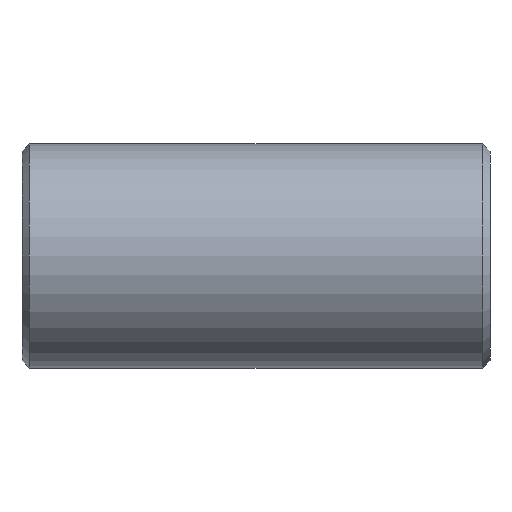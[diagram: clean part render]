
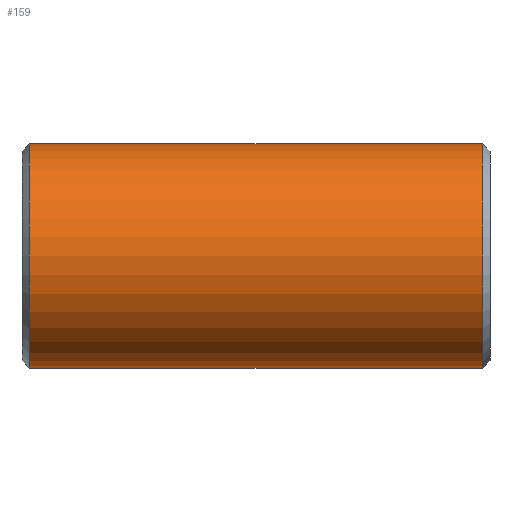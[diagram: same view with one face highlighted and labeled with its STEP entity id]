
A CAD part, front view. The second image highlights one B-rep face of the part: STEP entity #159.
In plain terms, the highlighted cylindrical face has radius 36.513 mm (diameter 73.025 mm), a partial arc.
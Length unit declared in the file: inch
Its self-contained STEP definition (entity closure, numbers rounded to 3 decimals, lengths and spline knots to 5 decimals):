
#38 = ORIENTED_EDGE ( 'NONE', *, *, #396, .T. ) ;
#39 = DIRECTION ( 'NONE',  ( 1., 0., 0. ) ) ;
#45 = DIRECTION ( 'NONE',  ( 0., 0., 1. ) ) ;
#54 = EDGE_CURVE ( 'NONE', #162, #243, #327, .T. ) ;
#70 = ORIENTED_EDGE ( 'NONE', *, *, #364, .T. ) ;
#71 = DIRECTION ( 'NONE',  ( -1., 0., 0. ) ) ;
#74 = DIRECTION ( 'NONE',  ( -1., 0., 0. ) ) ;
#81 = EDGE_LOOP ( 'NONE', ( #436, #219, #288, #70, #38, #128 ) ) ;
#82 = DIRECTION ( 'NONE',  ( 0., 0., 1. ) ) ;
#95 = VECTOR ( 'NONE', #422, 39.37008 ) ;
#128 = ORIENTED_EDGE ( 'NONE', *, *, #54, .F. ) ;
#130 = VERTEX_POINT ( 'NONE', #556 ) ;
#141 = FACE_OUTER_BOUND ( 'NONE', #81, .T. ) ;
#143 = CARTESIAN_POINT ( 'NONE',  ( 3., 0., 0. ) ) ;
#145 = EDGE_CURVE ( 'NONE', #130, #162, #466, .T. ) ;
#159 = ADVANCED_FACE ( 'NONE', ( #141 ), #284, .T. ) ;
#162 = VERTEX_POINT ( 'NONE', #380 ) ;
#179 = CARTESIAN_POINT ( 'NONE',  ( 3., 0., -1.4375 ) ) ;
#211 = VECTOR ( 'NONE', #375, 39.37008 ) ;
#219 = ORIENTED_EDGE ( 'NONE', *, *, #417, .T. ) ;
#243 = VERTEX_POINT ( 'NONE', #245 ) ;
#245 = CARTESIAN_POINT ( 'NONE',  ( -2.908, 0., -1.4375 ) ) ;
#251 = VERTEX_POINT ( 'NONE', #300 ) ;
#259 = AXIS2_PLACEMENT_3D ( 'NONE', #143, #510, #45 ) ;
#264 = CARTESIAN_POINT ( 'NONE',  ( -2.908, 0., 1.4375 ) ) ;
#284 = CYLINDRICAL_SURFACE ( 'NONE', #259, 1.4375 ) ;
#288 = ORIENTED_EDGE ( 'NONE', *, *, #309, .T. ) ;
#300 = CARTESIAN_POINT ( 'NONE',  ( 0., 0., 1.4375 ) ) ;
#309 = EDGE_CURVE ( 'NONE', #488, #251, #348, .T. ) ;
#314 = DIRECTION ( 'NONE',  ( -1., 0., 0. ) ) ;
#322 = AXIS2_PLACEMENT_3D ( 'NONE', #401, #74, #586 ) ;
#327 = LINE ( 'NONE', #513, #211 ) ;
#344 = CIRCLE ( 'NONE', #322, 1.4375 ) ;
#348 = LINE ( 'NONE', #547, #549 ) ;
#362 = LINE ( 'NONE', #398, #494 ) ;
#364 = EDGE_CURVE ( 'NONE', #251, #388, #362, .T. ) ;
#374 = CARTESIAN_POINT ( 'NONE',  ( 2.908, 0., 1.4375 ) ) ;
#375 = DIRECTION ( 'NONE',  ( -1., 0., 0. ) ) ;
#380 = CARTESIAN_POINT ( 'NONE',  ( 0., 0., -1.4375 ) ) ;
#388 = VERTEX_POINT ( 'NONE', #264 ) ;
#396 = EDGE_CURVE ( 'NONE', #388, #243, #473, .T. ) ;
#398 = CARTESIAN_POINT ( 'NONE',  ( 3., 0., 1.4375 ) ) ;
#401 = CARTESIAN_POINT ( 'NONE',  ( 2.908, 0., 0. ) ) ;
#417 = EDGE_CURVE ( 'NONE', #130, #488, #344, .T. ) ;
#422 = DIRECTION ( 'NONE',  ( -1., 0., 0. ) ) ;
#436 = ORIENTED_EDGE ( 'NONE', *, *, #145, .F. ) ;
#438 = AXIS2_PLACEMENT_3D ( 'NONE', #493, #39, #82 ) ;
#466 = LINE ( 'NONE', #179, #95 ) ;
#473 = CIRCLE ( 'NONE', #438, 1.4375 ) ;
#488 = VERTEX_POINT ( 'NONE', #374 ) ;
#493 = CARTESIAN_POINT ( 'NONE',  ( -2.908, 0., 0. ) ) ;
#494 = VECTOR ( 'NONE', #71, 39.37008 ) ;
#510 = DIRECTION ( 'NONE',  ( -1., 0., 0. ) ) ;
#513 = CARTESIAN_POINT ( 'NONE',  ( 3., 0., -1.4375 ) ) ;
#547 = CARTESIAN_POINT ( 'NONE',  ( 3., 0., 1.4375 ) ) ;
#549 = VECTOR ( 'NONE', #314, 39.37008 ) ;
#556 = CARTESIAN_POINT ( 'NONE',  ( 2.908, 0., -1.4375 ) ) ;
#586 = DIRECTION ( 'NONE',  ( 0., 0., -1. ) ) ;
